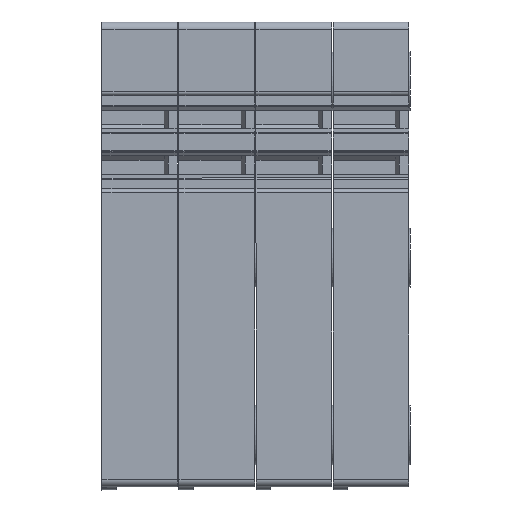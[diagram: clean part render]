
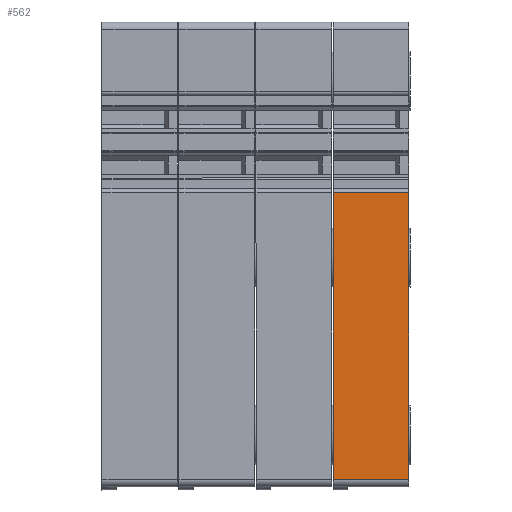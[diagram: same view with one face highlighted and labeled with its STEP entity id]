
A CAD part, top view. The second image highlights one B-rep face of the part: STEP entity #562.
In plain terms, the highlighted planar face has unit normal (0, 0, 1).
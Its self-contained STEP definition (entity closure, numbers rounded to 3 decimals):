
#519=AXIS2_PLACEMENT_3D('Plane Axis2P3D',#516,#517,#518) ;
#494=CARTESIAN_POINT('Vertex',(20.703,0.675,16.845)) ;
#497=CARTESIAN_POINT('Line Origine',(18.153,0.675,16.845)) ;
#501=CARTESIAN_POINT('Vertex',(15.603,0.675,16.845)) ;
#516=CARTESIAN_POINT('Axis2P3D Location',(15.7,31.064,16.845)) ;
#521=CARTESIAN_POINT('Line Origine',(20.701,17.849,16.845)) ;
#525=CARTESIAN_POINT('Vertex',(20.702,15.652,16.845)) ;
#527=CARTESIAN_POINT('Vertex',(20.701,20.047,16.845)) ;
#530=CARTESIAN_POINT('Line Origine',(18.151,20.047,16.845)) ;
#534=CARTESIAN_POINT('Vertex',(15.601,20.046,16.845)) ;
#537=CARTESIAN_POINT('Line Origine',(15.601,17.849,16.845)) ;
#541=CARTESIAN_POINT('Vertex',(15.602,15.651,16.845)) ;
#544=CARTESIAN_POINT('Line Origine',(15.602,8.163,16.845)) ;
#549=CARTESIAN_POINT('Line Origine',(20.702,8.163,16.845)) ;
#498=DIRECTION('Vector Direction',(-1.,0.,0.)) ;
#517=DIRECTION('Axis2P3D Direction',(0.,0.,1.)) ;
#518=DIRECTION('Axis2P3D XDirection',(0.,-1.,0.)) ;
#522=DIRECTION('Vector Direction',(0.,-1.,0.)) ;
#531=DIRECTION('Vector Direction',(-1.,0.,0.)) ;
#538=DIRECTION('Vector Direction',(0.,-1.,0.)) ;
#545=DIRECTION('Vector Direction',(0.,-1.,0.)) ;
#550=DIRECTION('Vector Direction',(0.,-1.,0.)) ;
#499=VECTOR('Line Direction',#498,1.) ;
#523=VECTOR('Line Direction',#522,1.) ;
#532=VECTOR('Line Direction',#531,1.) ;
#539=VECTOR('Line Direction',#538,1.) ;
#546=VECTOR('Line Direction',#545,1.) ;
#551=VECTOR('Line Direction',#550,1.) ;
#555=ORIENTED_EDGE('',*,*,#529,.T.) ;
#556=ORIENTED_EDGE('',*,*,#536,.F.) ;
#557=ORIENTED_EDGE('',*,*,#543,.F.) ;
#558=ORIENTED_EDGE('',*,*,#548,.F.) ;
#559=ORIENTED_EDGE('',*,*,#503,.T.) ;
#560=ORIENTED_EDGE('',*,*,#553,.T.) ;
#562=ADVANCED_FACE('Hauptk\X2\00F6\X0\rper',(#561),#520,.T.) ;
#503=EDGE_CURVE('',#502,#495,#500,.F.) ;
#529=EDGE_CURVE('',#526,#528,#524,.F.) ;
#536=EDGE_CURVE('',#535,#528,#533,.F.) ;
#543=EDGE_CURVE('',#542,#535,#540,.F.) ;
#548=EDGE_CURVE('',#502,#542,#547,.F.) ;
#553=EDGE_CURVE('',#495,#526,#552,.F.) ;
#554=EDGE_LOOP('',(#555,#556,#557,#558,#559,#560)) ;
#561=FACE_OUTER_BOUND('',#554,.T.) ;
#500=LINE('Line',#497,#499) ;
#524=LINE('Line',#521,#523) ;
#533=LINE('Line',#530,#532) ;
#540=LINE('Line',#537,#539) ;
#547=LINE('Line',#544,#546) ;
#552=LINE('Line',#549,#551) ;
#520=PLANE('',#519) ;
#495=VERTEX_POINT('',#494) ;
#502=VERTEX_POINT('',#501) ;
#526=VERTEX_POINT('',#525) ;
#528=VERTEX_POINT('',#527) ;
#535=VERTEX_POINT('',#534) ;
#542=VERTEX_POINT('',#541) ;
